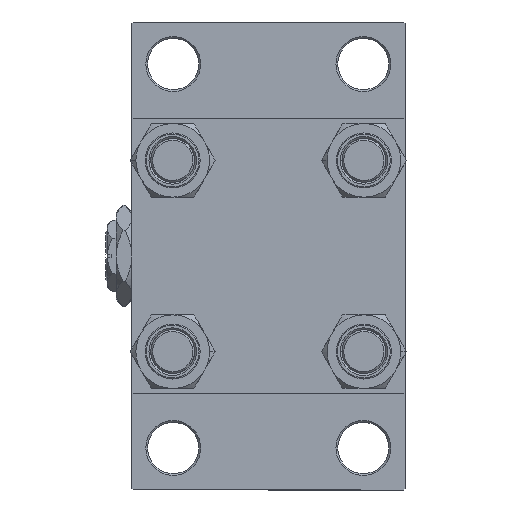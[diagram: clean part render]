
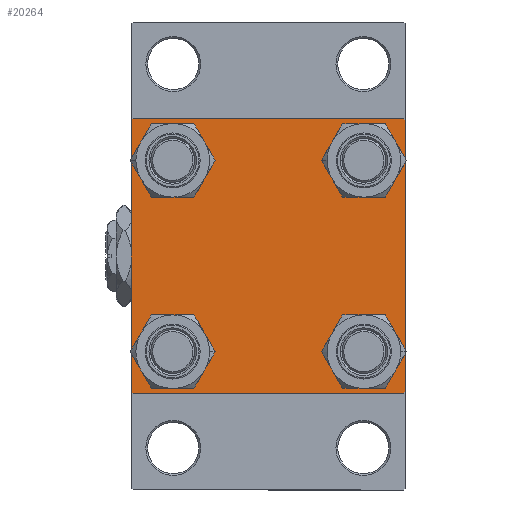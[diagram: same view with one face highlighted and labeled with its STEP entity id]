
A CAD part, left-side view. The second image highlights one B-rep face of the part: STEP entity #20264.
In plain terms, the highlighted planar face has unit normal (-1, 0, 0).
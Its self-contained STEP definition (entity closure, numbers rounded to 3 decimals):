
#297 = DIRECTION ( 'NONE',  ( 0., 0., 1. ) ) ;
#1008 = ORIENTED_EDGE ( 'NONE', *, *, #49477, .T. ) ;
#1245 = CARTESIAN_POINT ( 'NONE',  ( 0., 37.25, -37.25 ) ) ;
#1252 = AXIS2_PLACEMENT_3D ( 'NONE', #24409, #16600, #13067 ) ;
#1456 = DIRECTION ( 'NONE',  ( 0., -0.707, 0.707 ) ) ;
#1739 = DIRECTION ( 'NONE',  ( 1., 0., 0. ) ) ;
#2617 = VERTEX_POINT ( 'NONE', #5086 ) ;
#3425 = CARTESIAN_POINT ( 'NONE',  ( 0., -37.5, 37.5 ) ) ;
#3832 = DIRECTION ( 'NONE',  ( 0., 0., 1. ) ) ;
#4017 = AXIS2_PLACEMENT_3D ( 'NONE', #9446, #24794, #47682 ) ;
#4314 = EDGE_CURVE ( 'NONE', #2617, #19072, #20101, .T. ) ;
#4469 = LINE ( 'NONE', #38703, #6112 ) ;
#5086 = CARTESIAN_POINT ( 'NONE',  ( 0., 37.5, -37. ) ) ;
#5137 = CARTESIAN_POINT ( 'NONE',  ( 0., 37.5, 37. ) ) ;
#5231 = CIRCLE ( 'NONE', #38182, 6.5 ) ;
#5232 = CARTESIAN_POINT ( 'NONE',  ( 0., -37.5, -37. ) ) ;
#5281 = EDGE_CURVE ( 'NONE', #17051, #28894, #5231, .T. ) ;
#6112 = VECTOR ( 'NONE', #26881, 1000. ) ;
#6439 = ORIENTED_EDGE ( 'NONE', *, *, #27781, .T. ) ;
#6876 = VECTOR ( 'NONE', #25654, 1000. ) ;
#7386 = ORIENTED_EDGE ( 'NONE', *, *, #33938, .T. ) ;
#7588 = DIRECTION ( 'NONE',  ( 1., 0., 0. ) ) ;
#8027 = CARTESIAN_POINT ( 'NONE',  ( 0., -26.15, 32.65 ) ) ;
#8306 = LINE ( 'NONE', #9038, #29893 ) ;
#8336 = ORIENTED_EDGE ( 'NONE', *, *, #10589, .T. ) ;
#9024 = CARTESIAN_POINT ( 'NONE',  ( 0., 37.5, -37.5 ) ) ;
#9038 = CARTESIAN_POINT ( 'NONE',  ( 0., 37.25, 37.25 ) ) ;
#9170 = VECTOR ( 'NONE', #44259, 1000. ) ;
#9446 = CARTESIAN_POINT ( 'NONE',  ( 0., 0., 0. ) ) ;
#9530 = CIRCLE ( 'NONE', #19198, 6.5 ) ;
#9902 = DIRECTION ( 'NONE',  ( 1., 0., 0. ) ) ;
#10163 = EDGE_LOOP ( 'NONE', ( #1008, #43870, #7386, #46953, #47677, #6439, #32866, #43619 ) ) ;
#10589 = EDGE_CURVE ( 'NONE', #13791, #23823, #33418, .T. ) ;
#10698 = ORIENTED_EDGE ( 'NONE', *, *, #44027, .T. ) ;
#10921 = CARTESIAN_POINT ( 'NONE',  ( 0., 26.15, -32.65 ) ) ;
#11957 = CARTESIAN_POINT ( 'NONE',  ( 0., 37., 37.5 ) ) ;
#12069 = DIRECTION ( 'NONE',  ( 0., 0.707, -0.707 ) ) ;
#12341 = AXIS2_PLACEMENT_3D ( 'NONE', #49374, #7588, #3832 ) ;
#12913 = EDGE_LOOP ( 'NONE', ( #44062, #29058 ) ) ;
#13067 = DIRECTION ( 'NONE',  ( 0., 0., 1. ) ) ;
#13412 = CARTESIAN_POINT ( 'NONE',  ( 0., -26.15, 26.15 ) ) ;
#13593 = CARTESIAN_POINT ( 'NONE',  ( 0., -37.5, 37. ) ) ;
#13791 = VERTEX_POINT ( 'NONE', #17348 ) ;
#14214 = ORIENTED_EDGE ( 'NONE', *, *, #17620, .T. ) ;
#14315 = LINE ( 'NONE', #14797, #6876 ) ;
#14797 = CARTESIAN_POINT ( 'NONE',  ( 0., 37.5, 37.5 ) ) ;
#16600 = DIRECTION ( 'NONE',  ( 1., 0., 0. ) ) ;
#17051 = VERTEX_POINT ( 'NONE', #20663 ) ;
#17348 = CARTESIAN_POINT ( 'NONE',  ( 0., 26.15, 19.65 ) ) ;
#17620 = EDGE_CURVE ( 'NONE', #40043, #38680, #9530, .T. ) ;
#17700 = AXIS2_PLACEMENT_3D ( 'NONE', #21461, #37085, #36321 ) ;
#17966 = DIRECTION ( 'NONE',  ( 0., 0., 1. ) ) ;
#18227 = EDGE_LOOP ( 'NONE', ( #46673, #8336 ) ) ;
#18372 = CARTESIAN_POINT ( 'NONE',  ( 0., -26.15, 19.65 ) ) ;
#18536 = EDGE_CURVE ( 'NONE', #23823, #13791, #19979, .T. ) ;
#18767 = DIRECTION ( 'NONE',  ( 0., 0., -1. ) ) ;
#19041 = VECTOR ( 'NONE', #38989, 1000. ) ;
#19072 = VERTEX_POINT ( 'NONE', #30120 ) ;
#19198 = AXIS2_PLACEMENT_3D ( 'NONE', #13412, #9902, #17966 ) ;
#19273 = CIRCLE ( 'NONE', #17700, 6.5 ) ;
#19338 = DIRECTION ( 'NONE',  ( 1., 0., 0. ) ) ;
#19979 = CIRCLE ( 'NONE', #39277, 6.5 ) ;
#20101 = LINE ( 'NONE', #1245, #9170 ) ;
#20264 = ADVANCED_FACE ( 'NONE', ( #44170, #21783, #44428, #40645, #32849 ), #48200, .T. ) ;
#20284 = VERTEX_POINT ( 'NONE', #25563 ) ;
#20663 = CARTESIAN_POINT ( 'NONE',  ( 0., -26.15, -19.65 ) ) ;
#21156 = EDGE_LOOP ( 'NONE', ( #46883, #43868 ) ) ;
#21232 = EDGE_CURVE ( 'NONE', #32363, #30799, #35678, .T. ) ;
#21461 = CARTESIAN_POINT ( 'NONE',  ( 0., -26.15, 26.15 ) ) ;
#21768 = VERTEX_POINT ( 'NONE', #10921 ) ;
#21783 = FACE_BOUND ( 'NONE', #12913, .T. ) ;
#22308 = LINE ( 'NONE', #3425, #46620 ) ;
#22459 = CARTESIAN_POINT ( 'NONE',  ( 0., 26.15, 32.65 ) ) ;
#22856 = AXIS2_PLACEMENT_3D ( 'NONE', #36226, #1739, #23889 ) ;
#22956 = AXIS2_PLACEMENT_3D ( 'NONE', #38051, #37577, #297 ) ;
#23752 = EDGE_CURVE ( 'NONE', #28894, #17051, #46903, .T. ) ;
#23823 = VERTEX_POINT ( 'NONE', #22459 ) ;
#23889 = DIRECTION ( 'NONE',  ( 0., 0., 1. ) ) ;
#23963 = CARTESIAN_POINT ( 'NONE',  ( 0., -26.15, -26.15 ) ) ;
#24306 = EDGE_CURVE ( 'NONE', #21768, #20284, #34935, .T. ) ;
#24409 = CARTESIAN_POINT ( 'NONE',  ( 0., 26.15, 26.15 ) ) ;
#24459 = DIRECTION ( 'NONE',  ( 1., 0., 0. ) ) ;
#24629 = LINE ( 'NONE', #9024, #19041 ) ;
#24794 = DIRECTION ( 'NONE',  ( -1., 0., 0. ) ) ;
#25563 = CARTESIAN_POINT ( 'NONE',  ( 0., 26.15, -19.65 ) ) ;
#25654 = DIRECTION ( 'NONE',  ( 0., -1., 0. ) ) ;
#25705 = VERTEX_POINT ( 'NONE', #43136 ) ;
#26667 = CARTESIAN_POINT ( 'NONE',  ( 0., -37., -37.5 ) ) ;
#26736 = EDGE_LOOP ( 'NONE', ( #14214, #10698 ) ) ;
#26821 = EDGE_CURVE ( 'NONE', #29919, #25705, #14315, .T. ) ;
#26881 = DIRECTION ( 'NONE',  ( 0., 0.707, 0.707 ) ) ;
#27781 = EDGE_CURVE ( 'NONE', #45378, #25705, #4469, .T. ) ;
#28894 = VERTEX_POINT ( 'NONE', #43397 ) ;
#29058 = ORIENTED_EDGE ( 'NONE', *, *, #23752, .T. ) ;
#29893 = VECTOR ( 'NONE', #12069, 1000. ) ;
#29919 = VERTEX_POINT ( 'NONE', #11957 ) ;
#30120 = CARTESIAN_POINT ( 'NONE',  ( 0., 37., -37.5 ) ) ;
#30799 = VERTEX_POINT ( 'NONE', #5232 ) ;
#31628 = EDGE_CURVE ( 'NONE', #20284, #21768, #44660, .T. ) ;
#32363 = VERTEX_POINT ( 'NONE', #26667 ) ;
#32849 = FACE_OUTER_BOUND ( 'NONE', #10163, .T. ) ;
#32866 = ORIENTED_EDGE ( 'NONE', *, *, #26821, .F. ) ;
#33418 = CIRCLE ( 'NONE', #1252, 6.5 ) ;
#33938 = EDGE_CURVE ( 'NONE', #19072, #32363, #24629, .T. ) ;
#34763 = VECTOR ( 'NONE', #40882, 1000. ) ;
#34935 = CIRCLE ( 'NONE', #22856, 6.5 ) ;
#35435 = CARTESIAN_POINT ( 'NONE',  ( 0., -37.25, -37.25 ) ) ;
#35678 = LINE ( 'NONE', #35435, #40212 ) ;
#36226 = CARTESIAN_POINT ( 'NONE',  ( 0., 26.15, -26.15 ) ) ;
#36321 = DIRECTION ( 'NONE',  ( 0., 0., 1. ) ) ;
#37085 = DIRECTION ( 'NONE',  ( 1., 0., 0. ) ) ;
#37577 = DIRECTION ( 'NONE',  ( 1., 0., 0. ) ) ;
#38051 = CARTESIAN_POINT ( 'NONE',  ( 0., 26.15, -26.15 ) ) ;
#38182 = AXIS2_PLACEMENT_3D ( 'NONE', #23963, #24459, #46378 ) ;
#38680 = VERTEX_POINT ( 'NONE', #18372 ) ;
#38703 = CARTESIAN_POINT ( 'NONE',  ( 0., -37.25, 37.25 ) ) ;
#38989 = DIRECTION ( 'NONE',  ( 0., -1., 0. ) ) ;
#39277 = AXIS2_PLACEMENT_3D ( 'NONE', #41979, #19338, #41499 ) ;
#40043 = VERTEX_POINT ( 'NONE', #8027 ) ;
#40212 = VECTOR ( 'NONE', #1456, 1000. ) ;
#40645 = FACE_BOUND ( 'NONE', #18227, .T. ) ;
#40844 = EDGE_CURVE ( 'NONE', #45378, #30799, #22308, .T. ) ;
#40882 = DIRECTION ( 'NONE',  ( 0., 0., -1. ) ) ;
#41051 = VERTEX_POINT ( 'NONE', #5137 ) ;
#41499 = DIRECTION ( 'NONE',  ( 0., 0., 1. ) ) ;
#41979 = CARTESIAN_POINT ( 'NONE',  ( 0., 26.15, 26.15 ) ) ;
#43136 = CARTESIAN_POINT ( 'NONE',  ( 0., -37., 37.5 ) ) ;
#43397 = CARTESIAN_POINT ( 'NONE',  ( 0., -26.15, -32.65 ) ) ;
#43619 = ORIENTED_EDGE ( 'NONE', *, *, #48362, .T. ) ;
#43868 = ORIENTED_EDGE ( 'NONE', *, *, #24306, .T. ) ;
#43870 = ORIENTED_EDGE ( 'NONE', *, *, #4314, .T. ) ;
#44027 = EDGE_CURVE ( 'NONE', #38680, #40043, #19273, .T. ) ;
#44062 = ORIENTED_EDGE ( 'NONE', *, *, #5281, .T. ) ;
#44170 = FACE_BOUND ( 'NONE', #26736, .T. ) ;
#44259 = DIRECTION ( 'NONE',  ( 0., -0.707, -0.707 ) ) ;
#44428 = FACE_BOUND ( 'NONE', #21156, .T. ) ;
#44659 = CARTESIAN_POINT ( 'NONE',  ( 0., 37.5, 37.5 ) ) ;
#44660 = CIRCLE ( 'NONE', #22956, 6.5 ) ;
#45378 = VERTEX_POINT ( 'NONE', #13593 ) ;
#45400 = LINE ( 'NONE', #44659, #34763 ) ;
#46378 = DIRECTION ( 'NONE',  ( 0., 0., 1. ) ) ;
#46620 = VECTOR ( 'NONE', #18767, 1000. ) ;
#46673 = ORIENTED_EDGE ( 'NONE', *, *, #18536, .T. ) ;
#46883 = ORIENTED_EDGE ( 'NONE', *, *, #31628, .T. ) ;
#46903 = CIRCLE ( 'NONE', #12341, 6.5 ) ;
#46953 = ORIENTED_EDGE ( 'NONE', *, *, #21232, .T. ) ;
#47677 = ORIENTED_EDGE ( 'NONE', *, *, #40844, .F. ) ;
#47682 = DIRECTION ( 'NONE',  ( 0., 0., 1. ) ) ;
#48200 = PLANE ( 'NONE',  #4017 ) ;
#48362 = EDGE_CURVE ( 'NONE', #29919, #41051, #8306, .T. ) ;
#49374 = CARTESIAN_POINT ( 'NONE',  ( 0., -26.15, -26.15 ) ) ;
#49477 = EDGE_CURVE ( 'NONE', #41051, #2617, #45400, .T. ) ;
